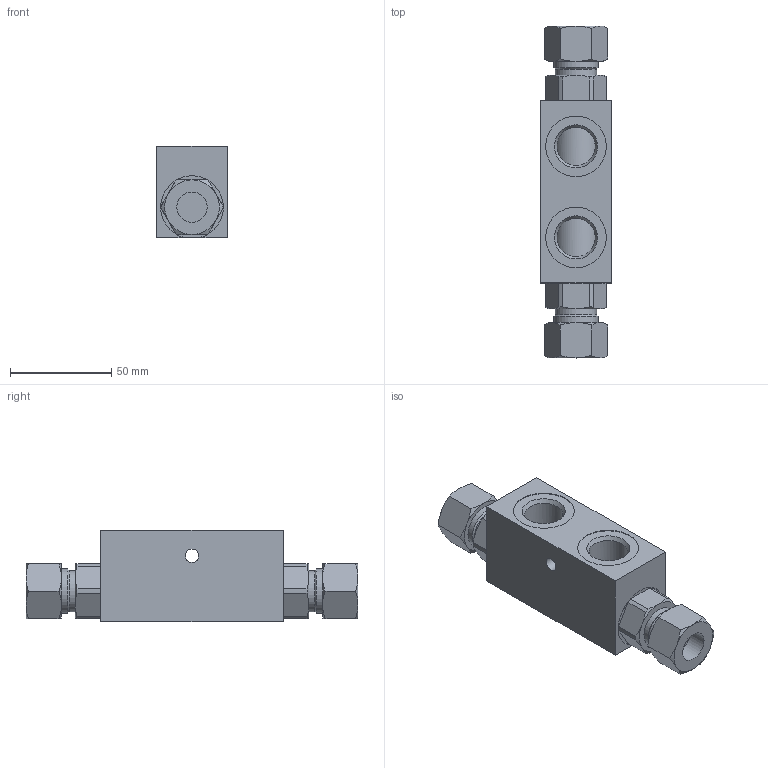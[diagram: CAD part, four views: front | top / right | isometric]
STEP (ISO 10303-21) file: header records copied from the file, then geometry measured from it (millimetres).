
FILE_DESCRIPTION(/* description */ ('Unknown'),/* implementation_level */ '2;1');
FILE_NAME(/* name */ 'V0135',/* time_stamp */ '2021-03-22T12:12:01+01:00',/* author */ ('Unknown'),/* organization */ ('Unknown'),/* preprocessor_version */ 'ST-DEVELOPER v16.7',/* originating_system */ 'DEX',/* authorisation */ $);
FILE_SCHEMA (('AUTOMOTIVE_DESIGN {1 0 10303 214 3 1 1}'));
Length unit declared in the file: millimetre
Products named in the file (1): V0135
Bounding box: 35 x 164 x 45 mm (x, y, z)
Volume: 167469.7 mm3; surface area: 29415.4 mm2
Topology: 1 solids, 1 shells, 110 faces, 253 edges, 157 vertices
Faces by surface type: plane 42, cone 40, cylinder 28
Full cylindrical faces by diameter (mm): 6.647 x2, 15 x2, 19 x2, 20.4 x2, 22 x2, 30 x2
Entity records: 3867 total; most frequent: CARTESIAN_POINT 772, DIRECTION 464, ORIENTED_EDGE 458, EDGE_CURVE 229, AXIS2_PLACEMENT_3D 198, VERTEX_POINT 149, EDGE_LOOP 140, FACE_BOUND 140
